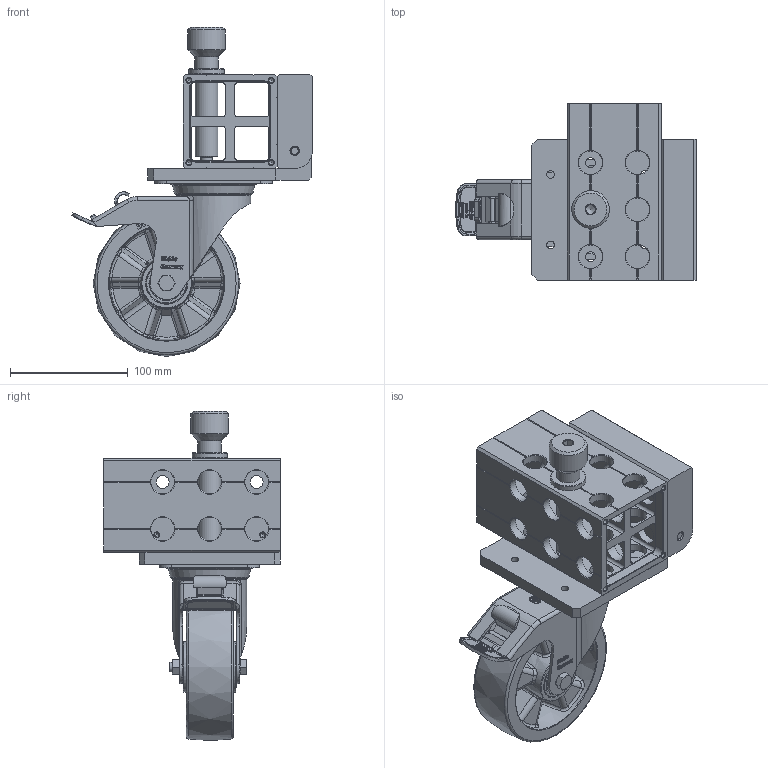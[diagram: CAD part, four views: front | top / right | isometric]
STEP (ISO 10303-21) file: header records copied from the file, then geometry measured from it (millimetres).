
FILE_DESCRIPTION(/* description */ ('Aufnahmeblock'),/* implementation_level */ '2;1');
FILE_NAME(/* name */ 'SF2602V.stp',/* time_stamp */ '2015-12-23T11:28:13+01:00',/* author */ ('Marina Kaa'),/* organization */ (''),/* preprocessor_version */ 'ST-DEVELOPER v15.6',/* originating_system */ 'Autodesk Inventor 2015',/* authorisation */ '');
FILE_SCHEMA (('AUTOMOTIVE_DESIGN { 1 0 10303 214 3 1 1 }'));
Products named in the file (11): ME9602610_A; ME9602611_A; ME9602608_A; ME9602609_A; #98080; #98081; #98082; SF2602V_SB4022_A; #98084; DK0913060100_A; SF2602V_A
Bounding box: 204.75 x 150 x 280.05 mm (x, y, z)
Volume: 1179561.4 mm3; surface area: 326856.3 mm2
Topology: 11 solids, 11 shells, 2054 faces, 5507 edges, 3553 vertices
Faces by surface type: plane 836, bspline 551, cylinder 414, cone 112, torus 103, sphere 38
Full cylindrical faces by diameter (mm): 3 x1, 4.134 x4, 4.917 x2, 6 x3, 6.647 x4, 8 x6, 8.376 x4, 10 x4, 11 x3, 12.999 x1, 15 x4, 16 x2, 18 x4, 19.459 x1, 19.5 x1, 20 x37, 30 x1, 32 x1
Entity records: 97866 total; most frequent: CARTESIAN_POINT 50099, ORIENTED_EDGE 10508, DIRECTION 8745, EDGE_CURVE 5254, VERTEX_POINT 3471, AXIS2_PLACEMENT_3D 3051, LINE 2643, VECTOR 2643
